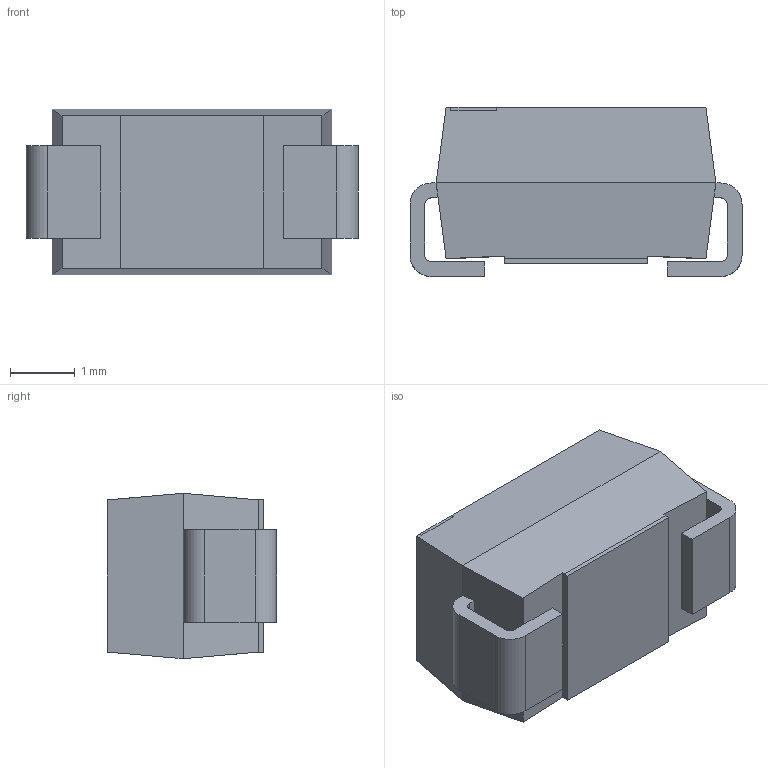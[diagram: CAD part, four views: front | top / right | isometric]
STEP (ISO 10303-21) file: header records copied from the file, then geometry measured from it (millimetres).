
FILE_DESCRIPTION (( 'STEP AP214' ), '1' );
FILE_NAME ('US1M.STEP', '2021-09-10T00:27:48', ( '' ), ( '' ), 'SwSTEP 2.0', 'SolidWorks 2017', '' );
FILE_SCHEMA (( 'AUTOMOTIVE_DESIGN' ));
Length unit declared in the file: millimetre
Products named in the file (1): US1M
Bounding box: 5.14 x 2.62 x 2.56 mm (x, y, z)
Volume: 25.9 mm3; surface area: 71.9 mm2
Topology: 4 solids, 4 shells, 54 faces, 134 edges, 88 vertices
Faces by surface type: plane 46, cylinder 8
Entity records: 1643 total; most frequent: CARTESIAN_POINT 277, ORIENTED_EDGE 268, DIRECTION 260, EDGE_CURVE 134, VECTOR 118, LINE 118, VERTEX_POINT 88, AXIS2_PLACEMENT_3D 71
